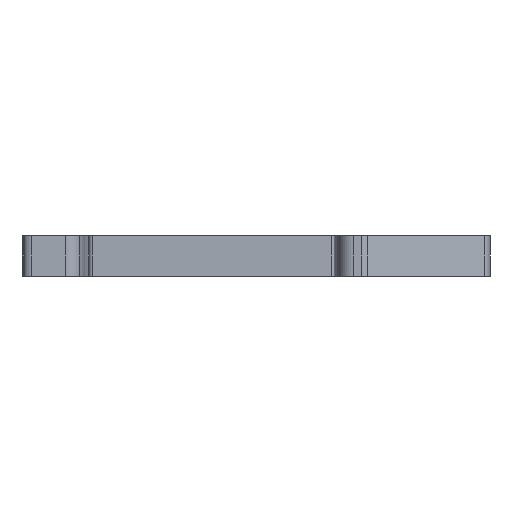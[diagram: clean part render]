
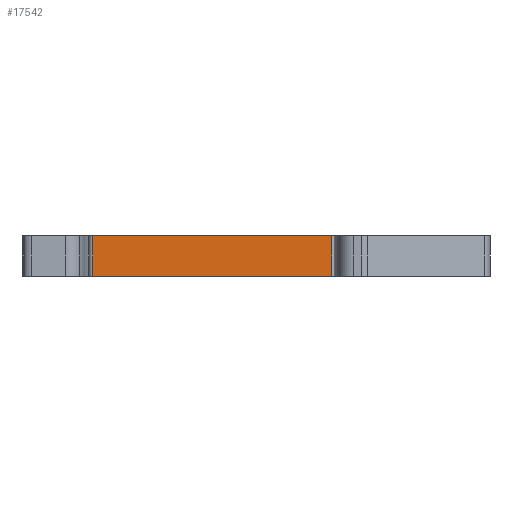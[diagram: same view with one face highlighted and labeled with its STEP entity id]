
A CAD part, front view. The second image highlights one B-rep face of the part: STEP entity #17542.
In plain terms, the highlighted planar face has unit normal (0, -1, 0).
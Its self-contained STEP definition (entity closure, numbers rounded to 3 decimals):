
#502=DIRECTION('',(1.,0.,0.));
#503=VECTOR('',#502,30.895);
#504=CARTESIAN_POINT('',(-10.195,0.,2.6));
#505=LINE('',#504,#503);
#6057=DIRECTION('',(0.,0.,-1.));
#6058=VECTOR('',#6057,5.2);
#6059=CARTESIAN_POINT('',(20.7,0.,2.6));
#6060=LINE('',#6059,#6058);
#6061=DIRECTION('',(1.,0.,0.));
#6062=VECTOR('',#6061,30.895);
#6063=CARTESIAN_POINT('',(-10.195,0.,-2.6));
#6064=LINE('',#6063,#6062);
#6069=DIRECTION('',(0.,0.,-1.));
#6070=VECTOR('',#6069,5.2);
#6071=CARTESIAN_POINT('',(-10.195,0.,2.6));
#6072=LINE('',#6071,#6070);
#7600=CARTESIAN_POINT('',(20.7,0.,-2.6));
#7601=VERTEX_POINT('',#7600);
#7602=CARTESIAN_POINT('',(-10.195,0.,-2.6));
#7603=VERTEX_POINT('',#7602);
#8091=CARTESIAN_POINT('',(-10.195,0.,2.6));
#8092=VERTEX_POINT('',#8091);
#8093=CARTESIAN_POINT('',(20.7,0.,2.6));
#8094=VERTEX_POINT('',#8093);
#17530=CARTESIAN_POINT('',(5.252,0.,0.));
#17531=DIRECTION('',(0.,1.,0.));
#17532=DIRECTION('',(1.,0.,0.));
#17533=AXIS2_PLACEMENT_3D('',#17530,#17531,#17532);
#17534=PLANE('',#17533);
#17535=ORIENTED_EDGE('',*,*,#12115,.F.);
#17537=ORIENTED_EDGE('',*,*,#17536,.F.);
#17538=ORIENTED_EDGE('',*,*,#9673,.T.);
#17539=ORIENTED_EDGE('',*,*,#17523,.T.);
#17540=EDGE_LOOP('',(#17535,#17537,#17538,#17539));
#17541=FACE_OUTER_BOUND('',#17540,.F.);
#17542=ADVANCED_FACE('',(#17541),#17534,.F.);
#9673=EDGE_CURVE('',#8092,#8094,#505,.T.);
#12115=EDGE_CURVE('',#7603,#7601,#6064,.T.);
#17523=EDGE_CURVE('',#8094,#7601,#6060,.T.);
#17536=EDGE_CURVE('',#8092,#7603,#6072,.T.);
